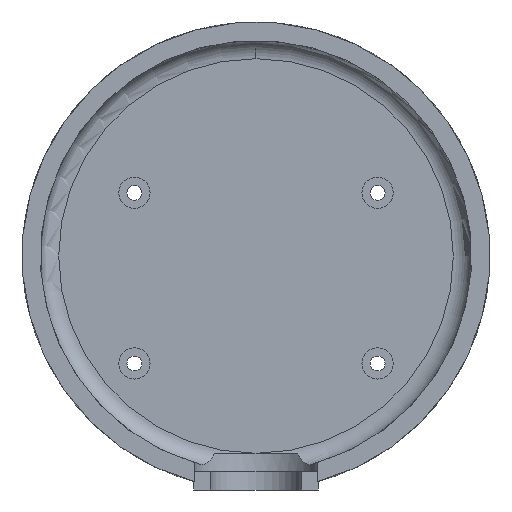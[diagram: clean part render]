
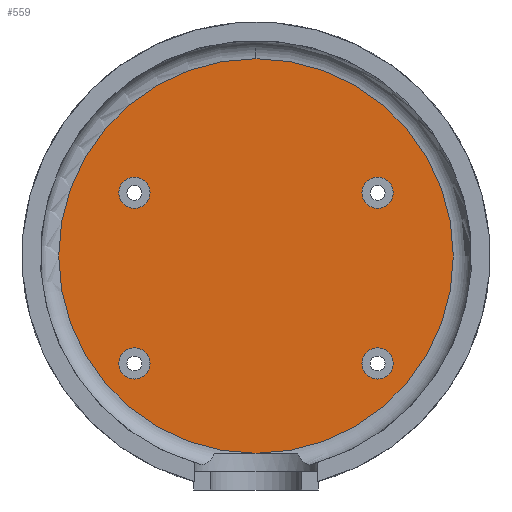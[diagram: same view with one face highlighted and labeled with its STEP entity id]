
A CAD part, front view. The second image highlights one B-rep face of the part: STEP entity #559.
In plain terms, the highlighted planar face has unit normal (0, -1, 0).
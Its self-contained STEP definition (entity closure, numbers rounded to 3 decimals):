
#27=FACE_BOUND('',#192,.T.);
#28=FACE_BOUND('',#193,.T.);
#29=FACE_BOUND('',#194,.T.);
#30=FACE_BOUND('',#195,.T.);
#46=PLANE('',#648);
#143=FACE_OUTER_BOUND('',#191,.T.);
#191=EDGE_LOOP('',(#503,#504));
#192=EDGE_LOOP('',(#505));
#193=EDGE_LOOP('',(#506));
#194=EDGE_LOOP('',(#507));
#195=EDGE_LOOP('',(#508));
#214=CIRCLE('',#581,21.5);
#223=CIRCLE('',#600,21.5);
#240=CIRCLE('',#628,1.7);
#243=CIRCLE('',#633,1.7);
#246=CIRCLE('',#638,1.7);
#249=CIRCLE('',#643,1.7);
#252=VERTEX_POINT('',#832);
#255=VERTEX_POINT('',#847);
#289=VERTEX_POINT('',#1027);
#292=VERTEX_POINT('',#1036);
#295=VERTEX_POINT('',#1045);
#298=VERTEX_POINT('',#1054);
#304=EDGE_CURVE('',#255,#252,#214,.T.);
#335=EDGE_CURVE('',#252,#255,#223,.T.);
#357=EDGE_CURVE('',#289,#289,#240,.T.);
#361=EDGE_CURVE('',#292,#292,#243,.T.);
#365=EDGE_CURVE('',#295,#295,#246,.T.);
#369=EDGE_CURVE('',#298,#298,#249,.T.);
#503=ORIENTED_EDGE('',*,*,#304,.F.);
#504=ORIENTED_EDGE('',*,*,#335,.F.);
#505=ORIENTED_EDGE('',*,*,#357,.T.);
#506=ORIENTED_EDGE('',*,*,#361,.T.);
#507=ORIENTED_EDGE('',*,*,#365,.T.);
#508=ORIENTED_EDGE('',*,*,#369,.T.);
#559=ADVANCED_FACE('',(#143,#27,#28,#29,#30),#46,.F.);
#581=AXIS2_PLACEMENT_3D('',#854,#661,#662);
#600=AXIS2_PLACEMENT_3D('',#982,#711,#712);
#628=AXIS2_PLACEMENT_3D('',#1029,#772,#773);
#633=AXIS2_PLACEMENT_3D('',#1038,#783,#784);
#638=AXIS2_PLACEMENT_3D('',#1047,#794,#795);
#643=AXIS2_PLACEMENT_3D('',#1056,#805,#806);
#648=AXIS2_PLACEMENT_3D('',#1062,#815,#816);
#661=DIRECTION('center_axis',(0.,1.,0.));
#662=DIRECTION('ref_axis',(1.,0.,0.));
#711=DIRECTION('center_axis',(0.,1.,0.));
#712=DIRECTION('ref_axis',(1.,0.,0.));
#772=DIRECTION('center_axis',(0.,1.,0.));
#773=DIRECTION('ref_axis',(1.,0.,0.));
#783=DIRECTION('center_axis',(0.,1.,0.));
#784=DIRECTION('ref_axis',(1.,0.,0.));
#794=DIRECTION('center_axis',(0.,1.,0.));
#795=DIRECTION('ref_axis',(1.,0.,0.));
#805=DIRECTION('center_axis',(0.,1.,0.));
#806=DIRECTION('ref_axis',(1.,0.,0.));
#815=DIRECTION('center_axis',(0.,1.,0.));
#816=DIRECTION('ref_axis',(1.,0.,0.));
#832=CARTESIAN_POINT('',(0.,-2.,21.5));
#847=CARTESIAN_POINT('',(0.,-2.,-21.5));
#854=CARTESIAN_POINT('Origin',(0.,-2.,0.));
#982=CARTESIAN_POINT('Origin',(0.,-2.,0.));
#1027=CARTESIAN_POINT('',(-14.95,-2.,6.888));
#1029=CARTESIAN_POINT('Origin',(-13.25,-2.,6.888));
#1036=CARTESIAN_POINT('',(11.55,-2.,-11.712));
#1038=CARTESIAN_POINT('Origin',(13.25,-2.,-11.712));
#1045=CARTESIAN_POINT('',(-14.95,-2.,-11.712));
#1047=CARTESIAN_POINT('Origin',(-13.25,-2.,-11.712));
#1054=CARTESIAN_POINT('',(11.55,-2.,6.888));
#1056=CARTESIAN_POINT('Origin',(13.25,-2.,6.888));
#1062=CARTESIAN_POINT('Origin',(0.,-2.,0.));
